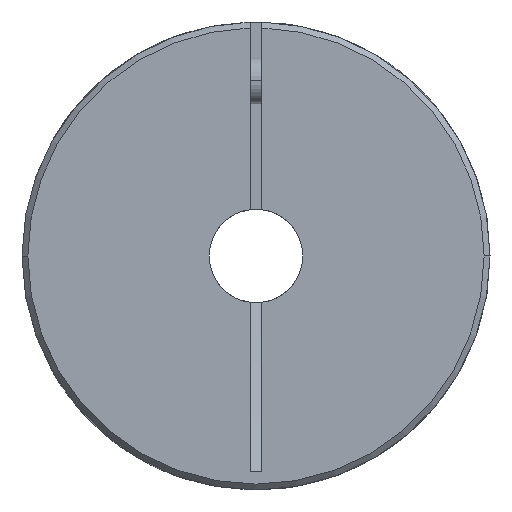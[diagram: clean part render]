
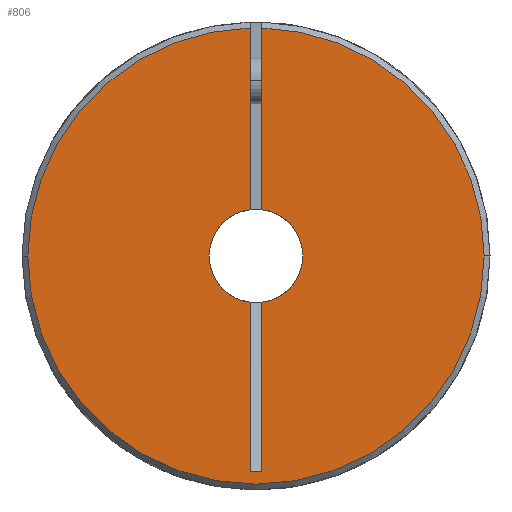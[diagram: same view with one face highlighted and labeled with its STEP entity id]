
A CAD part, left-side view. The second image highlights one B-rep face of the part: STEP entity #806.
In plain terms, the highlighted planar face has unit normal (-1, 0, 0).
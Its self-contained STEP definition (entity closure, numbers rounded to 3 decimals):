
#806=ADVANCED_FACE('',(#1684),#1685,.T.);
#1684=FACE_OUTER_BOUND('',#2583,.T.);
#1685=PLANE('',#2584);
#2583=EDGE_LOOP('',(#4913,#4914,#4915,#4916,#4917,#4918,#4919,#4920,#4921,#4922,#4923,#4924));
#2584=AXIS2_PLACEMENT_3D('',#4925,#4926,#4927);
#4913=ORIENTED_EDGE('',*,*,#5892,.T.);
#4914=ORIENTED_EDGE('',*,*,#5723,.F.);
#4915=ORIENTED_EDGE('',*,*,#5728,.F.);
#4916=ORIENTED_EDGE('',*,*,#5898,.F.);
#4917=ORIENTED_EDGE('',*,*,#5825,.T.);
#4918=ORIENTED_EDGE('',*,*,#5739,.T.);
#4919=ORIENTED_EDGE('',*,*,#5896,.T.);
#4920=ORIENTED_EDGE('',*,*,#5890,.T.);
#4921=ORIENTED_EDGE('',*,*,#5883,.T.);
#4922=ORIENTED_EDGE('',*,*,#5887,.T.);
#4923=ORIENTED_EDGE('',*,*,#5895,.T.);
#4924=ORIENTED_EDGE('',*,*,#5734,.T.);
#4925=CARTESIAN_POINT('',(0.0,-11.75,0.));
#4926=DIRECTION('',(-1.0,0.0,0.0));
#4927=DIRECTION('',(0.0,1.0,0.));
#5723=EDGE_CURVE('',#7018,#7020,#7021,.T.);
#5728=EDGE_CURVE('',#7026,#7018,#7029,.T.);
#5734=EDGE_CURVE('',#7039,#7037,#7040,.T.);
#5739=EDGE_CURVE('',#7048,#7045,#7049,.T.);
#5825=EDGE_CURVE('',#7180,#7048,#7181,.T.);
#5883=EDGE_CURVE('',#7251,#7249,#7252,.T.);
#5887=EDGE_CURVE('',#7249,#7255,#7257,.T.);
#5890=EDGE_CURVE('',#7259,#7251,#7261,.T.);
#5892=EDGE_CURVE('',#7037,#7020,#7263,.T.);
#5895=EDGE_CURVE('',#7255,#7039,#7266,.T.);
#5896=EDGE_CURVE('',#7045,#7259,#7267,.T.);
#5898=EDGE_CURVE('',#7180,#7026,#7269,.T.);
#7018=VERTEX_POINT('',#8460);
#7020=VERTEX_POINT('',#8463);
#7021=CIRCLE('',#8464,19.5);
#7026=VERTEX_POINT('',#8471);
#7029=CIRCLE('',#8475,19.5);
#7037=VERTEX_POINT('',#8484);
#7039=VERTEX_POINT('',#8487);
#7040=CIRCLE('',#8488,4.0);
#7045=VERTEX_POINT('',#8494);
#7048=VERTEX_POINT('',#8498);
#7049=CIRCLE('',#8499,4.0);
#7180=VERTEX_POINT('',#8903);
#7181=LINE('',#8904,#8905);
#7249=VERTEX_POINT('',#8996);
#7251=VERTEX_POINT('',#8998);
#7252=LINE('',#8999,#9000);
#7255=VERTEX_POINT('',#9003);
#7257=LINE('',#9006,#9007);
#7259=VERTEX_POINT('',#9009);
#7261=LINE('',#9012,#9013);
#7263=LINE('',#9015,#9016);
#7266=CIRCLE('',#9019,4.0);
#7267=CIRCLE('',#9020,4.0);
#7269=CIRCLE('',#9022,19.5);
#8460=CARTESIAN_POINT('',(0.0,19.5,0.));
#8463=CARTESIAN_POINT('',(0.,0.5,19.494));
#8464=AXIS2_PLACEMENT_3D('',#10597,#10598,#10599);
#8471=CARTESIAN_POINT('',(0.0,-19.5,0.));
#8475=AXIS2_PLACEMENT_3D('',#10604,#10605,#10606);
#8484=CARTESIAN_POINT('',(0.,0.5,3.969));
#8487=CARTESIAN_POINT('',(0.0,4.0,0.));
#8488=AXIS2_PLACEMENT_3D('',#10615,#10616,#10617);
#8494=CARTESIAN_POINT('',(0.0,-4.0,0.));
#8498=CARTESIAN_POINT('',(0.,-0.5,3.969));
#8499=AXIS2_PLACEMENT_3D('',#10623,#10624,#10625);
#8903=CARTESIAN_POINT('',(0.,-0.5,19.494));
#8904=CARTESIAN_POINT('',(0.,-0.5,1.291));
#8905=VECTOR('',#10732,1.0);
#8996=CARTESIAN_POINT('',(0.,0.5,-18.458));
#8998=CARTESIAN_POINT('',(0.,-0.5,-18.458));
#8999=CARTESIAN_POINT('',(0.0,0.,-18.458));
#9000=VECTOR('',#10806,1.0);
#9003=CARTESIAN_POINT('',(0.,0.5,-3.969));
#9006=CARTESIAN_POINT('',(0.,0.5,1.291));
#9007=VECTOR('',#10811,1.0);
#9009=CARTESIAN_POINT('',(0.,-0.5,-3.969));
#9012=CARTESIAN_POINT('',(0.,-0.5,1.291));
#9013=VECTOR('',#10813,1.0);
#9015=CARTESIAN_POINT('',(0.,0.5,1.291));
#9016=VECTOR('',#10814,1.0);
#9019=AXIS2_PLACEMENT_3D('',#10818,#10819,#10820);
#9020=AXIS2_PLACEMENT_3D('',#10821,#10822,#10823);
#9022=AXIS2_PLACEMENT_3D('',#10824,#10825,#10826);
#10597=CARTESIAN_POINT('',(0.0,0.0,0.0));
#10598=DIRECTION('',(1.0,0.0,0.0));
#10599=DIRECTION('',(0.0,-1.0,0.));
#10604=CARTESIAN_POINT('',(0.0,0.0,0.0));
#10605=DIRECTION('',(1.0,0.0,0.0));
#10606=DIRECTION('',(0.0,-1.0,0.));
#10615=CARTESIAN_POINT('',(0.0,0.0,0.0));
#10616=DIRECTION('',(1.0,0.0,0.0));
#10617=DIRECTION('',(0.0,-1.0,0.));
#10623=CARTESIAN_POINT('',(0.0,0.0,0.0));
#10624=DIRECTION('',(1.0,0.0,0.0));
#10625=DIRECTION('',(0.0,-1.0,0.));
#10732=DIRECTION('',(-0.0,0.,-1.0));
#10806=DIRECTION('',(-0.0,1.0,0.));
#10811=DIRECTION('',(0.0,0.,1.0));
#10813=DIRECTION('',(-0.0,0.,-1.0));
#10814=DIRECTION('',(0.0,0.,1.0));
#10818=CARTESIAN_POINT('',(0.0,0.0,0.0));
#10819=DIRECTION('',(1.0,0.0,0.0));
#10820=DIRECTION('',(0.0,-1.0,0.));
#10821=CARTESIAN_POINT('',(0.0,0.0,0.0));
#10822=DIRECTION('',(1.0,0.0,0.0));
#10823=DIRECTION('',(0.0,-1.0,0.));
#10824=CARTESIAN_POINT('',(0.0,0.0,0.0));
#10825=DIRECTION('',(1.0,0.0,0.0));
#10826=DIRECTION('',(0.0,-1.0,0.));
